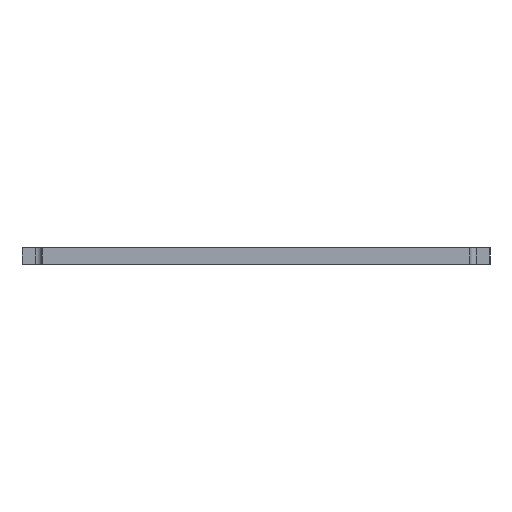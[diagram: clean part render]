
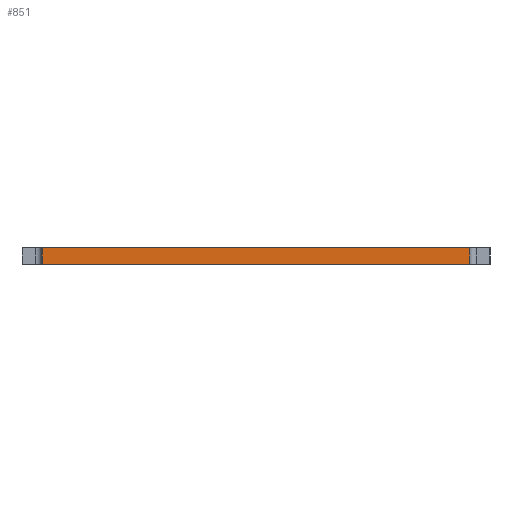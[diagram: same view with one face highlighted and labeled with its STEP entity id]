
A CAD part, left-side view. The second image highlights one B-rep face of the part: STEP entity #851.
In plain terms, the highlighted planar face has unit normal (-1, 0, 0).
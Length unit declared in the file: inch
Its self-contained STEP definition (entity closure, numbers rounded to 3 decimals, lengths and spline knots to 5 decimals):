
#29 = EDGE_CURVE ( 'NONE', #342, #1014, #403, .T. ) ;
#72 = PLANE ( 'NONE',  #404 ) ;
#83 = CARTESIAN_POINT ( 'NONE',  ( -13.5625, -8., 0.3125 ) ) ;
#118 = EDGE_CURVE ( 'NONE', #342, #177, #627, .T. ) ;
#136 = DIRECTION ( 'NONE',  ( 0., -1., 0. ) ) ;
#155 = FACE_OUTER_BOUND ( 'NONE', #722, .T. ) ;
#177 = VERTEX_POINT ( 'NONE', #967 ) ;
#221 = CARTESIAN_POINT ( 'NONE',  ( -13.5625, 8., -16.31555 ) ) ;
#234 = DIRECTION ( 'NONE',  ( 0., 0., 1. ) ) ;
#245 = VECTOR ( 'NONE', #234, 39.37008 ) ;
#273 = ORIENTED_EDGE ( 'NONE', *, *, #118, .F. ) ;
#342 = VERTEX_POINT ( 'NONE', #873 ) ;
#357 = VERTEX_POINT ( 'NONE', #83 ) ;
#375 = CARTESIAN_POINT ( 'NONE',  ( -13.5625, 8., -16.31555 ) ) ;
#388 = ORIENTED_EDGE ( 'NONE', *, *, #390, .T. ) ;
#390 = EDGE_CURVE ( 'NONE', #1014, #357, #805, .T. ) ;
#403 = LINE ( 'NONE', #1027, #582 ) ;
#404 = AXIS2_PLACEMENT_3D ( 'NONE', #375, #465, #460 ) ;
#423 = CARTESIAN_POINT ( 'NONE',  ( -13.5625, -8., -16.31555 ) ) ;
#443 = EDGE_CURVE ( 'NONE', #177, #357, #646, .T. ) ;
#460 = DIRECTION ( 'NONE',  ( 0., -1., 0. ) ) ;
#465 = DIRECTION ( 'NONE',  ( -1., 0., 0. ) ) ;
#543 = DIRECTION ( 'NONE',  ( 0., -1., 0. ) ) ;
#569 = CARTESIAN_POINT ( 'NONE',  ( -13.5625, 8., 0.3125 ) ) ;
#582 = VECTOR ( 'NONE', #543, 39.37008 ) ;
#597 = VECTOR ( 'NONE', #889, 39.37008 ) ;
#627 = LINE ( 'NONE', #221, #245 ) ;
#636 = CARTESIAN_POINT ( 'NONE',  ( -13.5625, -8., -0.3125 ) ) ;
#646 = LINE ( 'NONE', #569, #928 ) ;
#679 = ORIENTED_EDGE ( 'NONE', *, *, #29, .T. ) ;
#722 = EDGE_LOOP ( 'NONE', ( #273, #679, #388, #746 ) ) ;
#746 = ORIENTED_EDGE ( 'NONE', *, *, #443, .F. ) ;
#805 = LINE ( 'NONE', #423, #597 ) ;
#851 = ADVANCED_FACE ( 'NONE', ( #155 ), #72, .T. ) ;
#873 = CARTESIAN_POINT ( 'NONE',  ( -13.5625, 8., -0.3125 ) ) ;
#889 = DIRECTION ( 'NONE',  ( 0., 0., 1. ) ) ;
#928 = VECTOR ( 'NONE', #136, 39.37008 ) ;
#967 = CARTESIAN_POINT ( 'NONE',  ( -13.5625, 8., 0.3125 ) ) ;
#1014 = VERTEX_POINT ( 'NONE', #636 ) ;
#1027 = CARTESIAN_POINT ( 'NONE',  ( -13.5625, 8., -0.3125 ) ) ;
